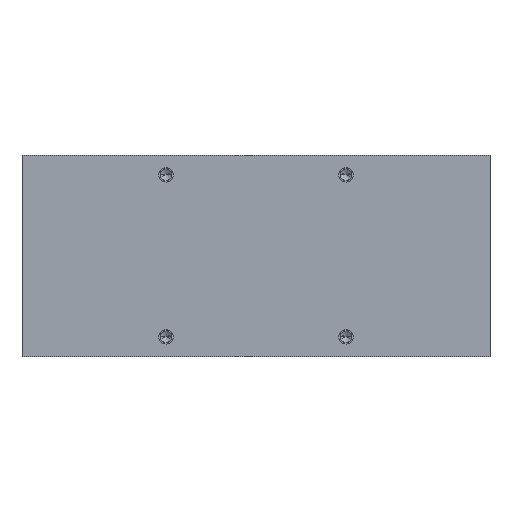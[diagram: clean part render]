
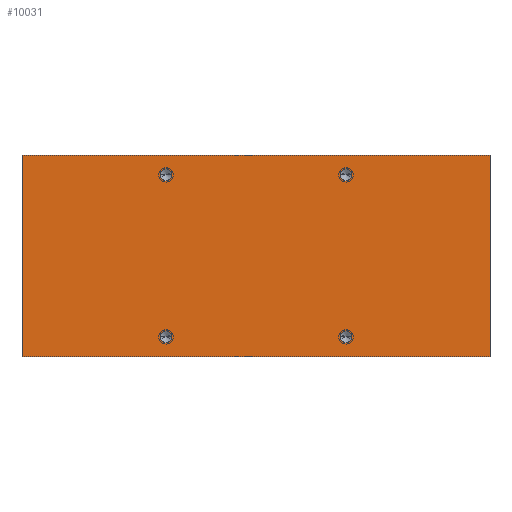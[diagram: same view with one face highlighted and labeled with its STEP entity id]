
A CAD part, top view. The second image highlights one B-rep face of the part: STEP entity #10031.
In plain terms, the highlighted planar face has unit normal (0, 0, 1).
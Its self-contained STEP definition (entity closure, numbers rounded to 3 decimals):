
#974=DIRECTION('',(0.,-1.,0.));
#975=VECTOR('',#974,56.);
#976=CARTESIAN_POINT('',(0.,28.,28.));
#977=LINE('',#976,#975);
#1832=DIRECTION('',(0.,-1.,0.));
#1833=VECTOR('',#1832,56.);
#1834=CARTESIAN_POINT('',(130.,28.,28.));
#1835=LINE('',#1834,#1833);
#1910=DIRECTION('',(1.,0.,0.));
#1911=VECTOR('',#1910,130.);
#1912=CARTESIAN_POINT('',(0.,-28.,28.));
#1913=LINE('',#1912,#1911);
#1946=DIRECTION('',(1.,0.,0.));
#1947=VECTOR('',#1946,130.);
#1948=CARTESIAN_POINT('',(0.,28.,28.));
#1949=LINE('',#1948,#1947);
#1950=CARTESIAN_POINT('',(40.,-22.5,28.));
#1951=DIRECTION('',(0.,0.,1.));
#1952=DIRECTION('',(-1.,0.,0.));
#1953=AXIS2_PLACEMENT_3D('',#1950,#1951,#1952);
#1955=CARTESIAN_POINT('',(40.,-22.5,28.));
#1956=DIRECTION('',(0.,0.,1.));
#1957=DIRECTION('',(1.,0.,0.));
#1958=AXIS2_PLACEMENT_3D('',#1955,#1956,#1957);
#1960=CARTESIAN_POINT('',(40.,22.5,28.));
#1961=DIRECTION('',(0.,0.,-1.));
#1962=DIRECTION('',(-1.,0.,0.));
#1963=AXIS2_PLACEMENT_3D('',#1960,#1961,#1962);
#1965=CARTESIAN_POINT('',(40.,22.5,28.));
#1966=DIRECTION('',(0.,0.,-1.));
#1967=DIRECTION('',(1.,0.,0.));
#1968=AXIS2_PLACEMENT_3D('',#1965,#1966,#1967);
#1970=CARTESIAN_POINT('',(90.,-22.5,28.));
#1971=DIRECTION('',(0.,0.,-1.));
#1972=DIRECTION('',(1.,0.,0.));
#1973=AXIS2_PLACEMENT_3D('',#1970,#1971,#1972);
#1975=CARTESIAN_POINT('',(90.,-22.5,28.));
#1976=DIRECTION('',(0.,0.,-1.));
#1977=DIRECTION('',(-1.,0.,0.));
#1978=AXIS2_PLACEMENT_3D('',#1975,#1976,#1977);
#1980=CARTESIAN_POINT('',(90.,22.5,28.));
#1981=DIRECTION('',(0.,0.,1.));
#1982=DIRECTION('',(1.,0.,0.));
#1983=AXIS2_PLACEMENT_3D('',#1980,#1981,#1982);
#1985=CARTESIAN_POINT('',(90.,22.5,28.));
#1986=DIRECTION('',(0.,0.,1.));
#1987=DIRECTION('',(-1.,0.,0.));
#1988=AXIS2_PLACEMENT_3D('',#1985,#1986,#1987);
#6719=CARTESIAN_POINT('',(130.,28.,28.));
#6721=VERTEX_POINT('',#6719);
#6722=CARTESIAN_POINT('',(130.,-28.,28.));
#6723=VERTEX_POINT('',#6722);
#6727=CARTESIAN_POINT('',(0.,28.,28.));
#6729=VERTEX_POINT('',#6727);
#6730=CARTESIAN_POINT('',(0.,-28.,28.));
#6731=VERTEX_POINT('',#6730);
#7264=CARTESIAN_POINT('',(38.35,-22.5,28.));
#7265=CARTESIAN_POINT('',(41.65,-22.5,28.));
#7266=VERTEX_POINT('',#7264);
#7267=VERTEX_POINT('',#7265);
#7274=CARTESIAN_POINT('',(38.35,22.5,28.));
#7275=VERTEX_POINT('',#7274);
#7276=CARTESIAN_POINT('',(41.65,22.5,28.));
#7277=VERTEX_POINT('',#7276);
#7284=CARTESIAN_POINT('',(91.65,-22.5,28.));
#7285=VERTEX_POINT('',#7284);
#7286=CARTESIAN_POINT('',(88.35,-22.5,28.));
#7287=VERTEX_POINT('',#7286);
#7294=CARTESIAN_POINT('',(91.65,22.5,28.));
#7295=VERTEX_POINT('',#7294);
#7296=CARTESIAN_POINT('',(88.35,22.5,28.));
#7297=VERTEX_POINT('',#7296);
#9996=CARTESIAN_POINT('',(0.,28.,28.));
#9997=DIRECTION('',(0.,0.,-1.));
#9998=DIRECTION('',(0.,-1.,0.));
#9999=AXIS2_PLACEMENT_3D('',#9996,#9997,#9998);
#10000=PLANE('',#9999);
#10001=ORIENTED_EDGE('',*,*,#9907,.T.);
#10002=ORIENTED_EDGE('',*,*,#9975,.F.);
#10003=ORIENTED_EDGE('',*,*,#9423,.F.);
#10004=ORIENTED_EDGE('',*,*,#9443,.T.);
#10005=EDGE_LOOP('',(#10001,#10002,#10003,#10004));
#10006=FACE_OUTER_BOUND('',#10005,.F.);
#10008=ORIENTED_EDGE('',*,*,#10007,.T.);
#10010=ORIENTED_EDGE('',*,*,#10009,.T.);
#10011=EDGE_LOOP('',(#10008,#10010));
#10012=FACE_BOUND('',#10011,.F.);
#10014=ORIENTED_EDGE('',*,*,#10013,.F.);
#10016=ORIENTED_EDGE('',*,*,#10015,.F.);
#10017=EDGE_LOOP('',(#10014,#10016));
#10018=FACE_BOUND('',#10017,.F.);
#10020=ORIENTED_EDGE('',*,*,#10019,.F.);
#10022=ORIENTED_EDGE('',*,*,#10021,.F.);
#10023=EDGE_LOOP('',(#10020,#10022));
#10024=FACE_BOUND('',#10023,.F.);
#10026=ORIENTED_EDGE('',*,*,#10025,.T.);
#10028=ORIENTED_EDGE('',*,*,#10027,.T.);
#10029=EDGE_LOOP('',(#10026,#10028));
#10030=FACE_BOUND('',#10029,.F.);
#10031=ADVANCED_FACE('',(#10006,#10012,#10018,#10024,#10030),#10000,.F.);
#1954=CIRCLE('',#1953,1.65);
#1959=CIRCLE('',#1958,1.65);
#1964=CIRCLE('',#1963,1.65);
#1969=CIRCLE('',#1968,1.65);
#1974=CIRCLE('',#1973,1.65);
#1979=CIRCLE('',#1978,1.65);
#1984=CIRCLE('',#1983,1.65);
#1989=CIRCLE('',#1988,1.65);
#9423=EDGE_CURVE('',#6729,#6731,#977,.T.);
#9443=EDGE_CURVE('',#6729,#6721,#1949,.T.);
#9907=EDGE_CURVE('',#6721,#6723,#1835,.T.);
#9975=EDGE_CURVE('',#6731,#6723,#1913,.T.);
#10007=EDGE_CURVE('',#7266,#7267,#1954,.T.);
#10009=EDGE_CURVE('',#7267,#7266,#1959,.T.);
#10013=EDGE_CURVE('',#7275,#7277,#1964,.T.);
#10015=EDGE_CURVE('',#7277,#7275,#1969,.T.);
#10019=EDGE_CURVE('',#7285,#7287,#1974,.T.);
#10021=EDGE_CURVE('',#7287,#7285,#1979,.T.);
#10025=EDGE_CURVE('',#7295,#7297,#1984,.T.);
#10027=EDGE_CURVE('',#7297,#7295,#1989,.T.);
